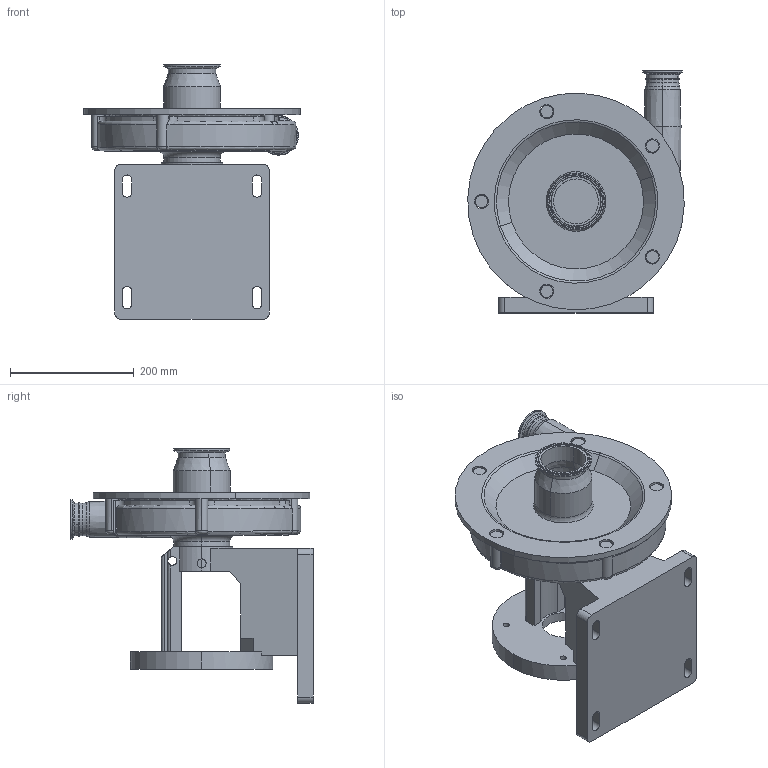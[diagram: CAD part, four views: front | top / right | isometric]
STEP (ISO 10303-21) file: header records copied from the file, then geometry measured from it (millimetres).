
FILE_DESCRIPTION (( 'STEP AP214' ), '1' );
FILE_NAME ('FP 3451 180-210TC VERTICAL.STEP', '2023-05-05T15:53:30', ( '' ), ( '' ), 'SwSTEP 2.0', 'SolidWorks 2023', '' );
FILE_SCHEMA (( 'AUTOMOTIVE_DESIGN' ));
Length unit declared in the file: millimetre
Products named in the file (1): FP 3451 180-210TC VERTICAL
Bounding box: 349.79 x 391.2 x 411 mm (x, y, z)
Volume: 9150113.1 mm3; surface area: 852504.5 mm2
Topology: 1 solids, 2 shells, 407 faces, 1086 edges, 682 vertices
Faces by surface type: cylinder 156, plane 98, torus 62, bspline 56, cone 27, sphere 8
Entity records: 18365 total; most frequent: CARTESIAN_POINT 8378, ORIENTED_EDGE 2172, DIRECTION 2069, EDGE_CURVE 1086, AXIS2_PLACEMENT_3D 856, VERTEX_POINT 682, CIRCLE 504, EDGE_LOOP 448
